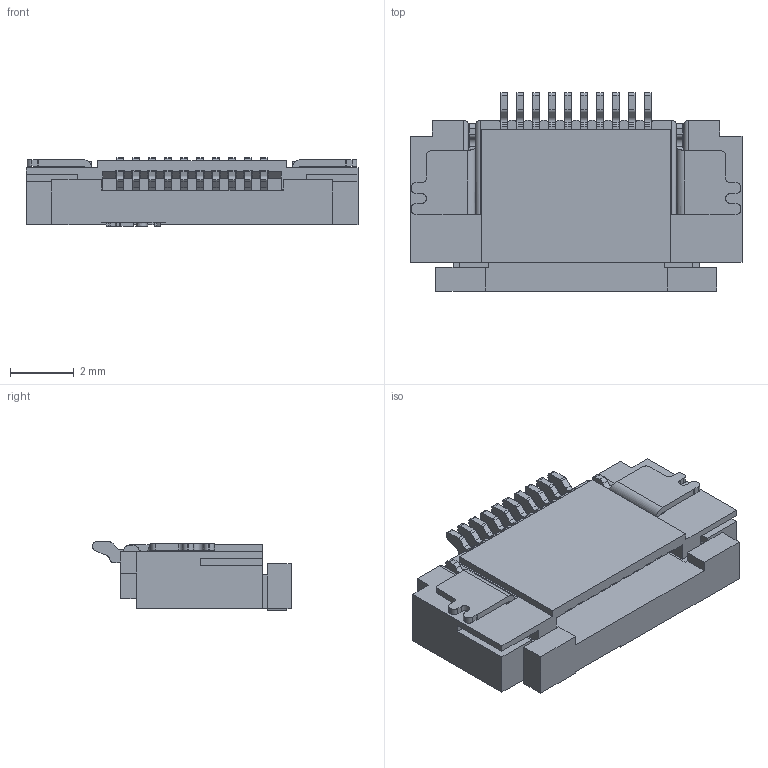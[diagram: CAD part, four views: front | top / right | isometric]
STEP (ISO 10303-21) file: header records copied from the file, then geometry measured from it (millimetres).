
FILE_DESCRIPTION(/* description */ (''),/* implementation_level */ '2;1');
FILE_NAME(/* name */ '0.5K-DX-10PWB.stp',/* time_stamp */ '2023-04-14T15:29:10+08:00',/* author */ (''),/* organization */ (''),/* preprocessor_version */ 'ST-DEVELOPER v16.7',/* originating_system */ 'SIEMENS PLM Software NX 12.0',/* authorisation */ '');
FILE_SCHEMA (('AUTOMOTIVE_DESIGN { 1 0 10303 214 3 1 1 1 }'));
Length unit declared in the file: millimetre
Products named in the file (1): 0.5K-DX-PWB
Bounding box: 10.4 x 6.21 x 2.14 mm (x, y, z)
Volume: 71.9 mm3; surface area: 464.5 mm2
Topology: 14 solids, 14 shells, 1332 faces, 3973 edges, 2623 vertices
Faces by surface type: plane 860, cylinder 464, bspline 4, extrusion 4
Full cylindrical faces by diameter (mm): 0.8 x2
Entity records: 45387 total; most frequent: CARTESIAN_POINT 8629, ORIENTED_EDGE 7928, DIRECTION 7498, EDGE_CURVE 3964, VECTOR 3020, LINE 3016, VERTEX_POINT 2620, AXIS2_PLACEMENT_3D 2239
